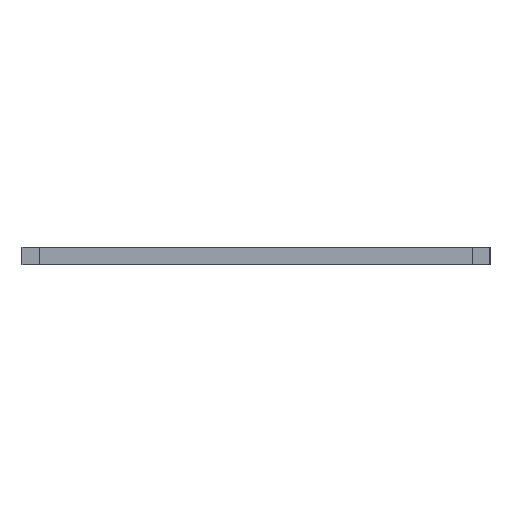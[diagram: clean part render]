
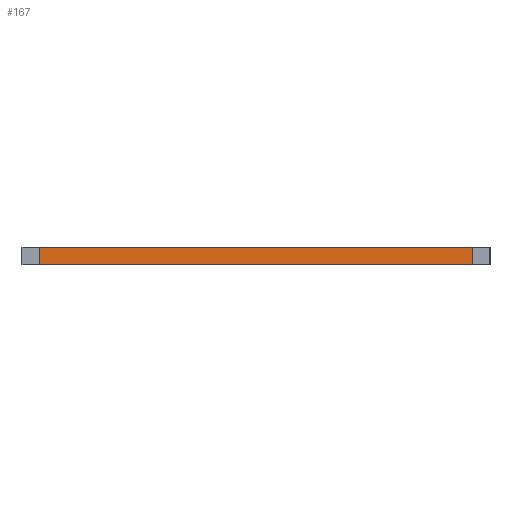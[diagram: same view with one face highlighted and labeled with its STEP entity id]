
A CAD part, left-side view. The second image highlights one B-rep face of the part: STEP entity #167.
In plain terms, the highlighted planar face has unit normal (-1, 0, 0).
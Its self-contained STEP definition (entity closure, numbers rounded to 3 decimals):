
#167=ADVANCED_FACE('',(#243),#212,.F.);
#212=PLANE('',#1008);
#243=FACE_OUTER_BOUND('',#283,.T.);
#283=EDGE_LOOP('',(#353,#354,#355,#356));
#353=ORIENTED_EDGE('',*,*,#694,.F.);
#354=ORIENTED_EDGE('',*,*,#693,.F.);
#355=ORIENTED_EDGE('',*,*,#695,.T.);
#356=ORIENTED_EDGE('',*,*,#696,.T.);
#601=VERTEX_POINT('',#1357);
#602=VERTEX_POINT('',#1359);
#603=VERTEX_POINT('',#1363);
#604=VERTEX_POINT('',#1365);
#693=EDGE_CURVE('',#602,#601,#819,.T.);
#694=EDGE_CURVE('',#601,#603,#820,.T.);
#695=EDGE_CURVE('',#602,#604,#821,.T.);
#696=EDGE_CURVE('',#604,#603,#822,.T.);
#819=LINE('',#1360,#915);
#820=LINE('',#1362,#916);
#821=LINE('',#1364,#917);
#822=LINE('',#1366,#918);
#915=VECTOR('',#1102,1.);
#916=VECTOR('',#1105,1.);
#917=VECTOR('',#1106,1.);
#918=VECTOR('',#1107,1.);
#1008=AXIS2_PLACEMENT_3D('',#1367,#1108,#1109);
#1102=DIRECTION('',(0.,0.,-1.));
#1105=DIRECTION('',(0.,1.,0.));
#1106=DIRECTION('',(0.,1.,0.));
#1107=DIRECTION('',(0.,0.,-1.));
#1108=DIRECTION('',(1.,0.,0.));
#1109=DIRECTION('',(0.,0.,1.));
#1357=CARTESIAN_POINT('',(-60.,-22.624,-49.886));
#1359=CARTESIAN_POINT('',(-60.,-22.624,-48.362));
#1360=CARTESIAN_POINT('',(-60.,-22.624,-48.362));
#1362=CARTESIAN_POINT('',(-60.,-22.624,-49.886));
#1363=CARTESIAN_POINT('',(-60.,15.476,-49.886));
#1364=CARTESIAN_POINT('',(-60.,-22.624,-48.362));
#1365=CARTESIAN_POINT('',(-60.,15.476,-48.362));
#1366=CARTESIAN_POINT('',(-60.,15.476,-48.362));
#1367=CARTESIAN_POINT('',(-60.,-22.624,-48.362));
